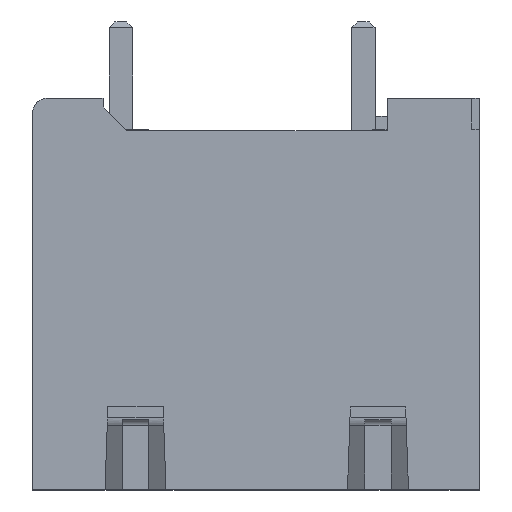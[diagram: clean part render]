
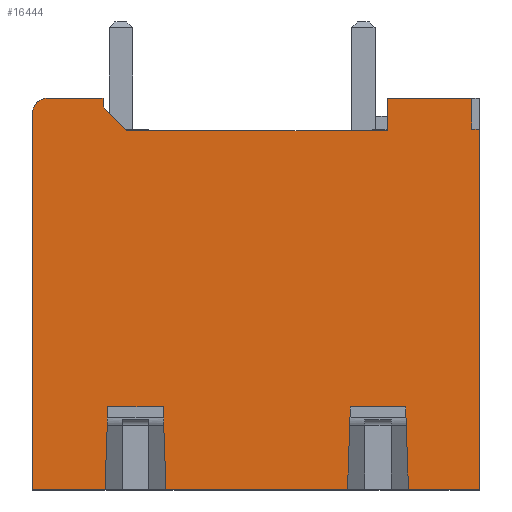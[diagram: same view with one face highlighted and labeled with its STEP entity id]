
A CAD part, top view. The second image highlights one B-rep face of the part: STEP entity #16444.
In plain terms, the highlighted planar face has unit normal (0, 0, 1).
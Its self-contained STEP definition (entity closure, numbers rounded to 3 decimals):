
#534=DIRECTION('',(1.,0.,0.));
#535=VECTOR('',#534,2.462);
#536=CARTESIAN_POINT('',(-3.,0.,2.2));
#537=LINE('',#536,#535);
#550=DIRECTION('',(1.,0.,0.));
#551=VECTOR('',#550,6.175);
#552=CARTESIAN_POINT('',(1.537,0.,2.2));
#553=LINE('',#552,#551);
#566=DIRECTION('',(1.,0.,0.));
#567=VECTOR('',#566,2.413);
#568=CARTESIAN_POINT('',(9.787,0.,2.2));
#569=LINE('',#568,#567);
#3585=DIRECTION('',(-1.,0.,0.));
#3586=VECTOR('',#3585,2.878);
#3587=CARTESIAN_POINT('',(11.938,13.3,2.2));
#3588=LINE('',#3587,#3586);
#3609=DIRECTION('',(0.,-1.,0.));
#3610=VECTOR('',#3609,1.107);
#3611=CARTESIAN_POINT('',(9.059,13.3,2.2));
#3612=LINE('',#3611,#3610);
#3797=DIRECTION('',(-1.,0.,0.));
#3798=VECTOR('',#3797,8.853);
#3799=CARTESIAN_POINT('',(9.059,12.193,2.2));
#3800=LINE('',#3799,#3798);
#3997=DIRECTION('',(0.,1.,0.));
#3998=VECTOR('',#3997,0.295);
#3999=CARTESIAN_POINT('',(-0.605,13.005,2.2));
#4000=LINE('',#3999,#3998);
#4009=DIRECTION('',(-1.,0.,0.));
#4010=VECTOR('',#4009,1.895);
#4011=CARTESIAN_POINT('',(-0.605,13.3,2.2));
#4012=LINE('',#4011,#4010);
#4670=DIRECTION('',(0.,-1.,0.));
#4671=VECTOR('',#4670,12.25);
#4672=CARTESIAN_POINT('',(12.2,12.25,2.2));
#4673=LINE('',#4672,#4671);
#4674=DIRECTION('',(-0.035,0.999,0.));
#4675=VECTOR('',#4674,2.802);
#4676=CARTESIAN_POINT('',(9.787,0.,2.2));
#4677=LINE('',#4676,#4675);
#4678=DIRECTION('',(-1.,0.,0.));
#4679=VECTOR('',#4678,1.879);
#4680=CARTESIAN_POINT('',(9.69,2.8,2.2));
#4681=LINE('',#4680,#4679);
#4682=DIRECTION('',(-0.035,-0.999,0.));
#4683=VECTOR('',#4682,2.802);
#4684=CARTESIAN_POINT('',(7.811,2.8,2.2));
#4685=LINE('',#4684,#4683);
#4686=DIRECTION('',(-0.035,0.999,0.));
#4687=VECTOR('',#4686,2.802);
#4688=CARTESIAN_POINT('',(1.537,0.,2.2));
#4689=LINE('',#4688,#4687);
#4690=DIRECTION('',(-1.,0.,0.));
#4691=VECTOR('',#4690,1.879);
#4692=CARTESIAN_POINT('',(1.44,2.8,2.2));
#4693=LINE('',#4692,#4691);
#4694=DIRECTION('',(-0.035,-0.999,0.));
#4695=VECTOR('',#4694,2.802);
#4696=CARTESIAN_POINT('',(-0.439,2.8,
2.2));
#4697=LINE('',#4696,#4695);
#4698=DIRECTION('',(0.,1.,0.));
#4699=VECTOR('',#4698,12.8);
#4700=CARTESIAN_POINT('',(-3.,0.,2.2));
#4701=LINE('',#4700,#4699);
#4702=CARTESIAN_POINT('',(-2.5,12.8,2.2));
#4703=DIRECTION('',(0.,0.,-1.));
#4704=DIRECTION('',(-1.,0.,0.));
#4705=AXIS2_PLACEMENT_3D('',#4702,#4703,#4704);
#4707=DIRECTION('',(0.707,-0.707,0.));
#4708=VECTOR('',#4707,1.149);
#4709=CARTESIAN_POINT('',(-0.605,13.005,2.2));
#4710=LINE('',#4709,#4708);
#4711=DIRECTION('',(1.,0.,0.));
#4712=VECTOR('',#4711,0.262);
#4713=CARTESIAN_POINT('',(11.938,12.25,2.2));
#4714=LINE('',#4713,#4712);
#5027=DIRECTION('',(0.,1.,0.));
#5028=VECTOR('',#5027,1.05);
#5029=CARTESIAN_POINT('',(11.938,12.25,2.2));
#5030=LINE('',#5029,#5028);
#7712=CARTESIAN_POINT('',(12.2,12.25,2.2));
#7714=VERTEX_POINT('',#7712);
#7719=CARTESIAN_POINT('',(11.938,13.3,2.2));
#7720=VERTEX_POINT('',#7719);
#7721=CARTESIAN_POINT('',(9.059,13.3,2.2));
#7722=VERTEX_POINT('',#7721);
#7723=CARTESIAN_POINT('',(9.059,12.193,2.2));
#7724=VERTEX_POINT('',#7723);
#7773=CARTESIAN_POINT('',(0.207,12.193,2.2));
#7774=VERTEX_POINT('',#7773);
#7819=CARTESIAN_POINT('',(-0.605,13.005,2.2));
#7820=VERTEX_POINT('',#7819);
#7821=CARTESIAN_POINT('',(-0.605,13.3,2.2));
#7822=VERTEX_POINT('',#7821);
#7823=CARTESIAN_POINT('',(-2.5,13.3,2.2));
#7824=VERTEX_POINT('',#7823);
#7846=CARTESIAN_POINT('',(-3.,12.8,2.2));
#7847=VERTEX_POINT('',#7846);
#7848=CARTESIAN_POINT('',(11.938,12.25,2.2));
#7849=VERTEX_POINT('',#7848);
#7968=CARTESIAN_POINT('',(-0.439,2.8,
2.2));
#7969=CARTESIAN_POINT('',(-0.538,0.,2.2));
#7970=VERTEX_POINT('',#7968);
#7971=VERTEX_POINT('',#7969);
#7972=CARTESIAN_POINT('',(1.537,0.,2.2));
#7973=CARTESIAN_POINT('',(1.44,2.8,2.2));
#7974=VERTEX_POINT('',#7972);
#7975=VERTEX_POINT('',#7973);
#7976=CARTESIAN_POINT('',(7.811,2.8,2.2));
#7977=CARTESIAN_POINT('',(7.712,0.,2.2));
#7978=VERTEX_POINT('',#7976);
#7979=VERTEX_POINT('',#7977);
#7980=CARTESIAN_POINT('',(9.787,0.,2.2));
#7981=CARTESIAN_POINT('',(9.69,2.8,2.2));
#7982=VERTEX_POINT('',#7980);
#7983=VERTEX_POINT('',#7981);
#7984=CARTESIAN_POINT('',(-3.,0.,2.2));
#7985=VERTEX_POINT('',#7984);
#7986=CARTESIAN_POINT('',(12.2,0.,2.2));
#7987=VERTEX_POINT('',#7986);
#16407=CARTESIAN_POINT('',(0.,0.,2.2));
#16408=DIRECTION('',(0.,0.,1.));
#16409=DIRECTION('',(1.,0.,0.));
#16410=AXIS2_PLACEMENT_3D('',#16407,#16408,#16409);
#16411=PLANE('',#16410);
#16412=ORIENTED_EDGE('',*,*,#14890,.T.);
#16413=ORIENTED_EDGE('',*,*,#9844,.F.);
#16415=ORIENTED_EDGE('',*,*,#16414,.T.);
#16417=ORIENTED_EDGE('',*,*,#16416,.T.);
#16419=ORIENTED_EDGE('',*,*,#16418,.T.);
#16420=ORIENTED_EDGE('',*,*,#9836,.F.);
#16422=ORIENTED_EDGE('',*,*,#16421,.T.);
#16424=ORIENTED_EDGE('',*,*,#16423,.T.);
#16426=ORIENTED_EDGE('',*,*,#16425,.T.);
#16427=ORIENTED_EDGE('',*,*,#9828,.F.);
#16429=ORIENTED_EDGE('',*,*,#16428,.T.);
#16430=ORIENTED_EDGE('',*,*,#16400,.T.);
#16431=ORIENTED_EDGE('',*,*,#15478,.F.);
#16432=ORIENTED_EDGE('',*,*,#15459,.F.);
#16434=ORIENTED_EDGE('',*,*,#16433,.T.);
#16435=ORIENTED_EDGE('',*,*,#15224,.F.);
#16436=ORIENTED_EDGE('',*,*,#14970,.F.);
#16437=ORIENTED_EDGE('',*,*,#14947,.F.);
#16439=ORIENTED_EDGE('',*,*,#16438,.F.);
#16441=ORIENTED_EDGE('',*,*,#16440,.T.);
#16442=EDGE_LOOP('',(#16412,#16413,#16415,#16417,#16419,#16420,#16422,#16424,
#16426,#16427,#16429,#16430,#16431,#16432,#16434,#16435,#16436,#16437,#16439,
#16441));
#16443=FACE_OUTER_BOUND('',#16442,.F.);
#4706=CIRCLE('',#4705,0.5);
#9828=EDGE_CURVE('',#7985,#7971,#537,.T.);
#9836=EDGE_CURVE('',#7974,#7979,#553,.T.);
#9844=EDGE_CURVE('',#7982,#7987,#569,.T.);
#14890=EDGE_CURVE('',#7714,#7987,#4673,.T.);
#14947=EDGE_CURVE('',#7720,#7722,#3588,.T.);
#14970=EDGE_CURVE('',#7722,#7724,#3612,.T.);
#15224=EDGE_CURVE('',#7724,#7774,#3800,.T.);
#15459=EDGE_CURVE('',#7820,#7822,#4000,.T.);
#15478=EDGE_CURVE('',#7822,#7824,#4012,.T.);
#16400=EDGE_CURVE('',#7847,#7824,#4706,.T.);
#16414=EDGE_CURVE('',#7982,#7983,#4677,.T.);
#16416=EDGE_CURVE('',#7983,#7978,#4681,.T.);
#16418=EDGE_CURVE('',#7978,#7979,#4685,.T.);
#16421=EDGE_CURVE('',#7974,#7975,#4689,.T.);
#16423=EDGE_CURVE('',#7975,#7970,#4693,.T.);
#16425=EDGE_CURVE('',#7970,#7971,#4697,.T.);
#16428=EDGE_CURVE('',#7985,#7847,#4701,.T.);
#16433=EDGE_CURVE('',#7820,#7774,#4710,.T.);
#16438=EDGE_CURVE('',#7849,#7720,#5030,.T.);
#16440=EDGE_CURVE('',#7849,#7714,#4714,.T.);
#16444=ADVANCED_FACE('',(#16443),#16411,.T.);
